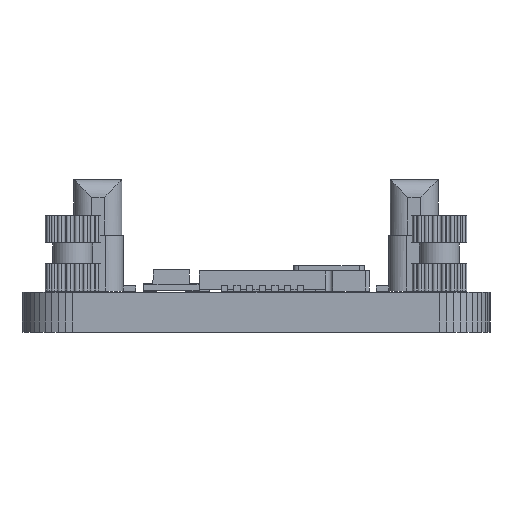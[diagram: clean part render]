
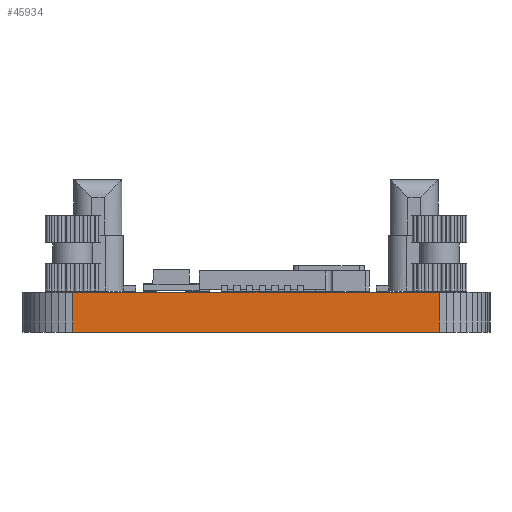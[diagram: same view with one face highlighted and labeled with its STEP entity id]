
A CAD part, left-side view. The second image highlights one B-rep face of the part: STEP entity #45934.
In plain terms, the highlighted planar face has unit normal (-1, 0, 0).
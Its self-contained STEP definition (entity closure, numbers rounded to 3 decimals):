
#43361 = PLANE('',#43362);
#43362 = AXIS2_PLACEMENT_3D('',#43363,#43364,#43365);
#43363 = CARTESIAN_POINT('',(178.38,-84.23,1.58));
#43364 = DIRECTION('',(-0.,-0.,-1.));
#43365 = DIRECTION('',(-1.,0.,0.));
#43415 = PLANE('',#43416);
#43416 = AXIS2_PLACEMENT_3D('',#43417,#43418,#43419);
#43417 = CARTESIAN_POINT('',(178.38,-84.23,0.));
#43418 = DIRECTION('',(-0.,-0.,-1.));
#43419 = DIRECTION('',(-1.,0.,0.));
#45826 = PLANE('',#45827);
#45827 = AXIS2_PLACEMENT_3D('',#45828,#45829,#45830);
#45828 = CARTESIAN_POINT('',(167.4,-91.765,0.));
#45829 = DIRECTION('',(-0.997,-0.071,0.));
#45830 = DIRECTION('',(-0.071,0.997,0.));
#45864 = VERTEX_POINT('',#45865);
#45865 = CARTESIAN_POINT('',(167.38,-91.48,1.58));
#45886 = EDGE_CURVE('',#45887,#45864,#45889,.T.);
#45887 = VERTEX_POINT('',#45888);
#45888 = CARTESIAN_POINT('',(167.38,-91.48,0.));
#45889 = SURFACE_CURVE('',#45890,(#45894,#45901),.PCURVE_S1.);
#45890 = LINE('',#45891,#45892);
#45891 = CARTESIAN_POINT('',(167.38,-91.48,0.));
#45892 = VECTOR('',#45893,1.);
#45893 = DIRECTION('',(0.,0.,1.));
#45894 = PCURVE('',#45826,#45895);
#45895 = DEFINITIONAL_REPRESENTATION('',(#45896),#45900);
#45896 = LINE('',#45897,#45898);
#45897 = CARTESIAN_POINT('',(0.285,0.));
#45898 = VECTOR('',#45899,1.);
#45899 = DIRECTION('',(0.,-1.));
#45900 = ( GEOMETRIC_REPRESENTATION_CONTEXT(2) 
PARAMETRIC_REPRESENTATION_CONTEXT() REPRESENTATION_CONTEXT('2D SPACE',''
  ) );
#45901 = PCURVE('',#45902,#45907);
#45902 = PLANE('',#45903);
#45903 = AXIS2_PLACEMENT_3D('',#45904,#45905,#45906);
#45904 = CARTESIAN_POINT('',(167.38,-91.48,0.));
#45905 = DIRECTION('',(-1.,0.,0.));
#45906 = DIRECTION('',(0.,1.,0.));
#45907 = DEFINITIONAL_REPRESENTATION('',(#45908),#45912);
#45908 = LINE('',#45909,#45910);
#45909 = CARTESIAN_POINT('',(0.,0.));
#45910 = VECTOR('',#45911,1.);
#45911 = DIRECTION('',(0.,-1.));
#45912 = ( GEOMETRIC_REPRESENTATION_CONTEXT(2) 
PARAMETRIC_REPRESENTATION_CONTEXT() REPRESENTATION_CONTEXT('2D SPACE',''
  ) );
#45934 = ADVANCED_FACE('',(#45935),#45902,.T.);
#45935 = FACE_BOUND('',#45936,.T.);
#45936 = EDGE_LOOP('',(#45937,#45938,#45961,#45989));
#45937 = ORIENTED_EDGE('',*,*,#45886,.T.);
#45938 = ORIENTED_EDGE('',*,*,#45939,.T.);
#45939 = EDGE_CURVE('',#45864,#45940,#45942,.T.);
#45940 = VERTEX_POINT('',#45941);
#45941 = CARTESIAN_POINT('',(167.38,-76.98,1.58));
#45942 = SURFACE_CURVE('',#45943,(#45947,#45954),.PCURVE_S1.);
#45943 = LINE('',#45944,#45945);
#45944 = CARTESIAN_POINT('',(167.38,-91.48,1.58));
#45945 = VECTOR('',#45946,1.);
#45946 = DIRECTION('',(0.,1.,0.));
#45947 = PCURVE('',#45902,#45948);
#45948 = DEFINITIONAL_REPRESENTATION('',(#45949),#45953);
#45949 = LINE('',#45950,#45951);
#45950 = CARTESIAN_POINT('',(0.,-1.58));
#45951 = VECTOR('',#45952,1.);
#45952 = DIRECTION('',(1.,0.));
#45953 = ( GEOMETRIC_REPRESENTATION_CONTEXT(2) 
PARAMETRIC_REPRESENTATION_CONTEXT() REPRESENTATION_CONTEXT('2D SPACE',''
  ) );
#45954 = PCURVE('',#43361,#45955);
#45955 = DEFINITIONAL_REPRESENTATION('',(#45956),#45960);
#45956 = LINE('',#45957,#45958);
#45957 = CARTESIAN_POINT('',(11.,-7.25));
#45958 = VECTOR('',#45959,1.);
#45959 = DIRECTION('',(0.,1.));
#45960 = ( GEOMETRIC_REPRESENTATION_CONTEXT(2) 
PARAMETRIC_REPRESENTATION_CONTEXT() REPRESENTATION_CONTEXT('2D SPACE',''
  ) );
#45961 = ORIENTED_EDGE('',*,*,#45962,.F.);
#45962 = EDGE_CURVE('',#45963,#45940,#45965,.T.);
#45963 = VERTEX_POINT('',#45964);
#45964 = CARTESIAN_POINT('',(167.38,-76.98,0.));
#45965 = SURFACE_CURVE('',#45966,(#45970,#45977),.PCURVE_S1.);
#45966 = LINE('',#45967,#45968);
#45967 = CARTESIAN_POINT('',(167.38,-76.98,0.));
#45968 = VECTOR('',#45969,1.);
#45969 = DIRECTION('',(0.,0.,1.));
#45970 = PCURVE('',#45902,#45971);
#45971 = DEFINITIONAL_REPRESENTATION('',(#45972),#45976);
#45972 = LINE('',#45973,#45974);
#45973 = CARTESIAN_POINT('',(14.5,0.));
#45974 = VECTOR('',#45975,1.);
#45975 = DIRECTION('',(0.,-1.));
#45976 = ( GEOMETRIC_REPRESENTATION_CONTEXT(2) 
PARAMETRIC_REPRESENTATION_CONTEXT() REPRESENTATION_CONTEXT('2D SPACE',''
  ) );
#45977 = PCURVE('',#45978,#45983);
#45978 = PLANE('',#45979);
#45979 = AXIS2_PLACEMENT_3D('',#45980,#45981,#45982);
#45980 = CARTESIAN_POINT('',(167.38,-76.98,0.));
#45981 = DIRECTION('',(-0.997,0.071,0.));
#45982 = DIRECTION('',(0.071,0.997,0.));
#45983 = DEFINITIONAL_REPRESENTATION('',(#45984),#45988);
#45984 = LINE('',#45985,#45986);
#45985 = CARTESIAN_POINT('',(0.,0.));
#45986 = VECTOR('',#45987,1.);
#45987 = DIRECTION('',(0.,-1.));
#45988 = ( GEOMETRIC_REPRESENTATION_CONTEXT(2) 
PARAMETRIC_REPRESENTATION_CONTEXT() REPRESENTATION_CONTEXT('2D SPACE',''
  ) );
#45989 = ORIENTED_EDGE('',*,*,#45990,.F.);
#45990 = EDGE_CURVE('',#45887,#45963,#45991,.T.);
#45991 = SURFACE_CURVE('',#45992,(#45996,#46003),.PCURVE_S1.);
#45992 = LINE('',#45993,#45994);
#45993 = CARTESIAN_POINT('',(167.38,-91.48,0.));
#45994 = VECTOR('',#45995,1.);
#45995 = DIRECTION('',(0.,1.,0.));
#45996 = PCURVE('',#45902,#45997);
#45997 = DEFINITIONAL_REPRESENTATION('',(#45998),#46002);
#45998 = LINE('',#45999,#46000);
#45999 = CARTESIAN_POINT('',(0.,0.));
#46000 = VECTOR('',#46001,1.);
#46001 = DIRECTION('',(1.,0.));
#46002 = ( GEOMETRIC_REPRESENTATION_CONTEXT(2) 
PARAMETRIC_REPRESENTATION_CONTEXT() REPRESENTATION_CONTEXT('2D SPACE',''
  ) );
#46003 = PCURVE('',#43415,#46004);
#46004 = DEFINITIONAL_REPRESENTATION('',(#46005),#46009);
#46005 = LINE('',#46006,#46007);
#46006 = CARTESIAN_POINT('',(11.,-7.25));
#46007 = VECTOR('',#46008,1.);
#46008 = DIRECTION('',(0.,1.));
#46009 = ( GEOMETRIC_REPRESENTATION_CONTEXT(2) 
PARAMETRIC_REPRESENTATION_CONTEXT() REPRESENTATION_CONTEXT('2D SPACE',''
  ) );
